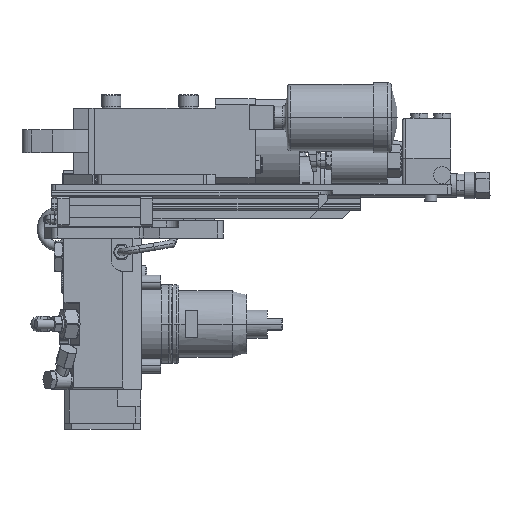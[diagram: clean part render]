
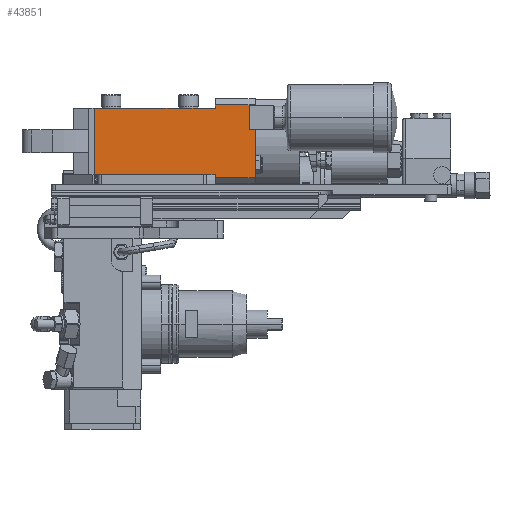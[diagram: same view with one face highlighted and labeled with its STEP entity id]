
A CAD part, front view. The second image highlights one B-rep face of the part: STEP entity #43851.
In plain terms, the highlighted planar face has unit normal (0, -1, 0).
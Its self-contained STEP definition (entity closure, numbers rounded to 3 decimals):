
#4765=DIRECTION('',(1.,0.,0.));
#4766=VECTOR('',#4765,18.338);
#4767=CARTESIAN_POINT('',(42.662,-66.,178.5));
#4768=LINE('',#4767,#4766);
#4784=DIRECTION('',(1.,0.,0.));
#4785=VECTOR('',#4784,56.676);
#4786=CARTESIAN_POINT('',(-21.338,-66.,178.5));
#4787=LINE('',#4786,#4785);
#4803=DIRECTION('',(1.,0.,0.));
#4804=VECTOR('',#4803,10.338);
#4805=CARTESIAN_POINT('',(-39.,-66.,178.5));
#4806=LINE('',#4805,#4804);
#4969=DIRECTION('',(0.,0.,1.));
#4970=VECTOR('',#4969,2.5);
#4971=CARTESIAN_POINT('',(61.,-66.,178.5));
#4972=LINE('',#4971,#4970);
#5383=DIRECTION('',(0.,0.,1.));
#5384=VECTOR('',#5383,39.5);
#5385=CARTESIAN_POINT('',(94.,-66.,121.));
#5386=LINE('',#5385,#5384);
#5387=DIRECTION('',(-1.,0.,0.));
#5388=VECTOR('',#5387,33.);
#5389=CARTESIAN_POINT('',(94.,-66.,121.));
#5390=LINE('',#5389,#5388);
#5391=DIRECTION('',(0.,0.,1.));
#5392=VECTOR('',#5391,55.);
#5393=CARTESIAN_POINT('',(-39.,-66.,123.5));
#5394=LINE('',#5393,#5392);
#5395=DIRECTION('',(1.,0.,0.));
#5396=VECTOR('',#5395,7.324);
#5397=CARTESIAN_POINT('',(-28.662,-66.,178.5));
#5398=LINE('',#5397,#5396);
#5399=DIRECTION('',(1.,0.,0.));
#5400=VECTOR('',#5399,7.324);
#5401=CARTESIAN_POINT('',(35.338,-66.,178.5));
#5402=LINE('',#5401,#5400);
#5403=DIRECTION('',(1.,0.,0.));
#5404=VECTOR('',#5403,33.);
#5405=CARTESIAN_POINT('',(61.,-66.,181.));
#5406=LINE('',#5405,#5404);
#5407=DIRECTION('',(0.,0.,1.));
#5408=VECTOR('',#5407,0.5);
#5409=CARTESIAN_POINT('',(94.,-66.,180.5));
#5410=LINE('',#5409,#5408);
#5411=DIRECTION('',(0.,0.,1.));
#5412=VECTOR('',#5411,20.);
#5413=CARTESIAN_POINT('',(94.,-66.,160.5));
#5414=LINE('',#5413,#5412);
#5419=DIRECTION('',(0.,0.,1.));
#5420=VECTOR('',#5419,2.5);
#5421=CARTESIAN_POINT('',(61.,-66.,121.));
#5422=LINE('',#5421,#5420);
#5439=DIRECTION('',(1.,0.,0.));
#5440=VECTOR('',#5439,7.);
#5441=CARTESIAN_POINT('',(54.,-66.,123.5));
#5442=LINE('',#5441,#5440);
#5558=DIRECTION('',(1.,0.,0.));
#5559=VECTOR('',#5558,3.);
#5560=CARTESIAN_POINT('',(-39.,-66.,123.5));
#5561=LINE('',#5560,#5559);
#11595=DIRECTION('',(-1.,0.,0.));
#11596=VECTOR('',#11595,90.);
#11597=CARTESIAN_POINT('',(54.,-66.,123.5));
#11598=LINE('',#11597,#11596);
#34117=CARTESIAN_POINT('',(-39.,-66.,123.5));
#34119=VERTEX_POINT('',#34117);
#34129=CARTESIAN_POINT('',(-39.,-66.,178.5));
#34131=VERTEX_POINT('',#34129);
#34168=CARTESIAN_POINT('',(61.,-66.,178.5));
#34170=VERTEX_POINT('',#34168);
#34172=CARTESIAN_POINT('',(61.,-66.,123.5));
#34174=VERTEX_POINT('',#34172);
#34193=CARTESIAN_POINT('',(61.,-66.,121.));
#34195=VERTEX_POINT('',#34193);
#34196=CARTESIAN_POINT('',(94.,-66.,121.));
#34197=VERTEX_POINT('',#34196);
#34201=CARTESIAN_POINT('',(94.,-66.,181.));
#34203=VERTEX_POINT('',#34201);
#34204=CARTESIAN_POINT('',(61.,-66.,181.));
#34205=VERTEX_POINT('',#34204);
#34617=CARTESIAN_POINT('',(54.,-66.,123.5));
#34619=VERTEX_POINT('',#34617);
#34621=CARTESIAN_POINT('',(-36.,-66.,123.5));
#34623=VERTEX_POINT('',#34621);
#34646=CARTESIAN_POINT('',(-21.338,-66.,178.5));
#34647=VERTEX_POINT('',#34646);
#34648=CARTESIAN_POINT('',(-28.662,-66.,178.5));
#34649=VERTEX_POINT('',#34648);
#34662=CARTESIAN_POINT('',(42.662,-66.,178.5));
#34663=VERTEX_POINT('',#34662);
#34664=CARTESIAN_POINT('',(35.338,-66.,178.5));
#34665=VERTEX_POINT('',#34664);
#36974=CARTESIAN_POINT('',(94.,-66.,160.5));
#36975=CARTESIAN_POINT('',(94.,-66.,180.5));
#36976=VERTEX_POINT('',#36974);
#36977=VERTEX_POINT('',#36975);
#43819=CARTESIAN_POINT('',(-39.,-66.,123.5));
#43820=DIRECTION('',(0.,-1.,0.));
#43821=DIRECTION('',(1.,0.,0.));
#43822=AXIS2_PLACEMENT_3D('',#43819,#43820,#43821);
#43823=PLANE('',#43822);
#43824=ORIENTED_EDGE('',*,*,#43629,.F.);
#43826=ORIENTED_EDGE('',*,*,#43825,.T.);
#43828=ORIENTED_EDGE('',*,*,#43827,.T.);
#43830=ORIENTED_EDGE('',*,*,#43829,.F.);
#43832=ORIENTED_EDGE('',*,*,#43831,.T.);
#43834=ORIENTED_EDGE('',*,*,#43833,.F.);
#43836=ORIENTED_EDGE('',*,*,#43835,.T.);
#43837=ORIENTED_EDGE('',*,*,#43364,.T.);
#43839=ORIENTED_EDGE('',*,*,#43838,.T.);
#43840=ORIENTED_EDGE('',*,*,#43356,.T.);
#43842=ORIENTED_EDGE('',*,*,#43841,.T.);
#43843=ORIENTED_EDGE('',*,*,#43348,.T.);
#43844=ORIENTED_EDGE('',*,*,#43541,.T.);
#43846=ORIENTED_EDGE('',*,*,#43845,.T.);
#43847=ORIENTED_EDGE('',*,*,#43615,.F.);
#43848=ORIENTED_EDGE('',*,*,#43809,.F.);
#43849=EDGE_LOOP('',(#43824,#43826,#43828,#43830,#43832,#43834,#43836,#43837,
#43839,#43840,#43842,#43843,#43844,#43846,#43847,#43848));
#43850=FACE_OUTER_BOUND('',#43849,.F.);
#43851=ADVANCED_FACE('',(#43850),#43823,.T.);
#43348=EDGE_CURVE('',#34663,#34170,#4768,.T.);
#43356=EDGE_CURVE('',#34647,#34665,#4787,.T.);
#43364=EDGE_CURVE('',#34131,#34649,#4806,.T.);
#43541=EDGE_CURVE('',#34170,#34205,#4972,.T.);
#43615=EDGE_CURVE('',#36977,#34203,#5410,.T.);
#43629=EDGE_CURVE('',#34197,#36976,#5386,.T.);
#43809=EDGE_CURVE('',#36976,#36977,#5414,.T.);
#43825=EDGE_CURVE('',#34197,#34195,#5390,.T.);
#43827=EDGE_CURVE('',#34195,#34174,#5422,.T.);
#43829=EDGE_CURVE('',#34619,#34174,#5442,.T.);
#43831=EDGE_CURVE('',#34619,#34623,#11598,.T.);
#43833=EDGE_CURVE('',#34119,#34623,#5561,.T.);
#43835=EDGE_CURVE('',#34119,#34131,#5394,.T.);
#43838=EDGE_CURVE('',#34649,#34647,#5398,.T.);
#43841=EDGE_CURVE('',#34665,#34663,#5402,.T.);
#43845=EDGE_CURVE('',#34205,#34203,#5406,.T.);
